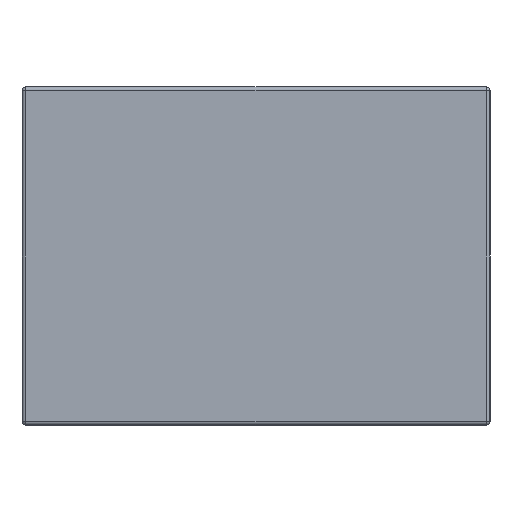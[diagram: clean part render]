
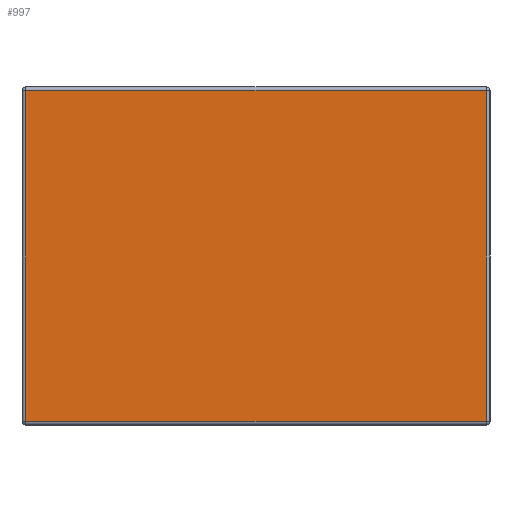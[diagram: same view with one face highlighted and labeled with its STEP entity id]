
A CAD part, left-side view. The second image highlights one B-rep face of the part: STEP entity #997.
In plain terms, the highlighted planar face has unit normal (-1, 0, 0).
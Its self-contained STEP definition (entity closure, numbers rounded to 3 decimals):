
#17 = EDGE_CURVE ( 'NONE', #648, #470, #1130, .T. ) ;
#21 = DIRECTION ( 'NONE',  ( 0., 0., 1. ) ) ;
#31 = VECTOR ( 'NONE', #783, 1000. ) ;
#68 = DIRECTION ( 'NONE',  ( -1., 0., 0. ) ) ;
#78 = CARTESIAN_POINT ( 'NONE',  ( -6.4, 9., 0. ) ) ;
#118 = CARTESIAN_POINT ( 'NONE',  ( -6.4, 9., -6.43 ) ) ;
#168 = CARTESIAN_POINT ( 'NONE',  ( -6.4, 9., -0.07 ) ) ;
#204 = CARTESIAN_POINT ( 'NONE',  ( -6.4, 8.93, -6.43 ) ) ;
#205 = LINE ( 'NONE', #118, #245 ) ;
#245 = VECTOR ( 'NONE', #790, 1000. ) ;
#251 = DIRECTION ( 'NONE',  ( 0., 0., 1. ) ) ;
#321 = VECTOR ( 'NONE', #558, 1000. ) ;
#325 = AXIS2_PLACEMENT_3D ( 'NONE', #78, #68, #251 ) ;
#329 = ORIENTED_EDGE ( 'NONE', *, *, #17, .T. ) ;
#352 = ORIENTED_EDGE ( 'NONE', *, *, #731, .T. ) ;
#355 = CARTESIAN_POINT ( 'NONE',  ( -6.4, 8.93, 0. ) ) ;
#470 = VERTEX_POINT ( 'NONE', #204 ) ;
#522 = LINE ( 'NONE', #1160, #885 ) ;
#527 = EDGE_CURVE ( 'NONE', #470, #725, #205, .T. ) ;
#558 = DIRECTION ( 'NONE',  ( 0., 0., -1. ) ) ;
#648 = VERTEX_POINT ( 'NONE', #912 ) ;
#701 = FACE_OUTER_BOUND ( 'NONE', #726, .T. ) ;
#711 = ORIENTED_EDGE ( 'NONE', *, *, #1196, .T. ) ;
#725 = VERTEX_POINT ( 'NONE', #1097 ) ;
#726 = EDGE_LOOP ( 'NONE', ( #352, #329, #816, #711 ) ) ;
#731 = EDGE_CURVE ( 'NONE', #871, #648, #797, .T. ) ;
#783 = DIRECTION ( 'NONE',  ( 0., 1., 0. ) ) ;
#790 = DIRECTION ( 'NONE',  ( 0., -1., 0. ) ) ;
#797 = LINE ( 'NONE', #168, #31 ) ;
#816 = ORIENTED_EDGE ( 'NONE', *, *, #527, .T. ) ;
#838 = CARTESIAN_POINT ( 'NONE',  ( -6.4, 0.07, -0.07 ) ) ;
#871 = VERTEX_POINT ( 'NONE', #838 ) ;
#885 = VECTOR ( 'NONE', #21, 1000. ) ;
#912 = CARTESIAN_POINT ( 'NONE',  ( -6.4, 8.93, -0.07 ) ) ;
#997 = ADVANCED_FACE ( 'NONE', ( #701 ), #1022, .T. ) ;
#1022 = PLANE ( 'NONE',  #325 ) ;
#1097 = CARTESIAN_POINT ( 'NONE',  ( -6.4, 0.07, -6.43 ) ) ;
#1130 = LINE ( 'NONE', #355, #321 ) ;
#1160 = CARTESIAN_POINT ( 'NONE',  ( -6.4, 0.07, 0. ) ) ;
#1196 = EDGE_CURVE ( 'NONE', #725, #871, #522, .T. ) ;
